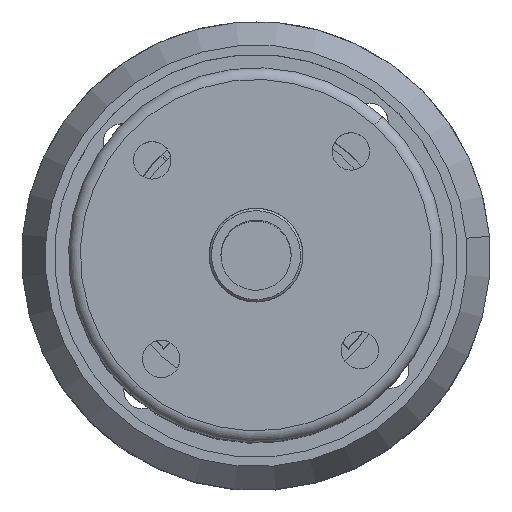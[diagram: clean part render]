
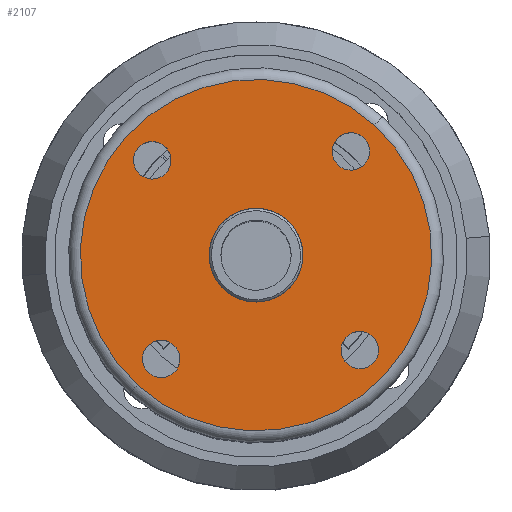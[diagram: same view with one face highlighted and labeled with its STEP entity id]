
A CAD part, top view. The second image highlights one B-rep face of the part: STEP entity #2107.
In plain terms, the highlighted face is planar.
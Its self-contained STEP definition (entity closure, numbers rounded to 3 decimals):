
#244 = CARTESIAN_POINT ( 'NONE',  ( 0., 6., 0. ) ) ;
#290 = DIRECTION ( 'NONE',  ( 0., 0., 1. ) ) ;
#460 = CARTESIAN_POINT ( 'NONE',  ( 0., 0., -6. ) ) ;
#524 = CARTESIAN_POINT ( 'NONE',  ( 0., 0., -6.8 ) ) ;
#657 = FACE_BOUND ( 'NONE', #6151, .T. ) ;
#663 = EDGE_CURVE ( 'NONE', #13930, #2708, #11143, .T. ) ;
#945 = CARTESIAN_POINT ( 'NONE',  ( 0., 6., 0.8 ) ) ;
#956 = AXIS2_PLACEMENT_3D ( 'NONE', #7501, #9673, #8518 ) ;
#971 = CARTESIAN_POINT ( 'NONE',  ( 0., 2., 0. ) ) ;
#1224 = CARTESIAN_POINT ( 'NONE',  ( 0., 0., 0. ) ) ;
#1298 = AXIS2_PLACEMENT_3D ( 'NONE', #1224, #13048, #11998 ) ;
#1328 = EDGE_LOOP ( 'NONE', ( #8288, #12990 ) ) ;
#1625 = CIRCLE ( 'NONE', #1298, 7.5 ) ;
#1692 = ORIENTED_EDGE ( 'NONE', *, *, #7599, .T. ) ;
#1759 = DIRECTION ( 'NONE',  ( -1., 0., 0. ) ) ;
#1766 = AXIS2_PLACEMENT_3D ( 'NONE', #7329, #4227, #10528 ) ;
#1838 = EDGE_CURVE ( 'NONE', #2708, #13930, #10249, .T. ) ;
#1840 = CARTESIAN_POINT ( 'NONE',  ( 0., -6., 0. ) ) ;
#1887 = ORIENTED_EDGE ( 'NONE', *, *, #13499, .F. ) ;
#1956 = ORIENTED_EDGE ( 'NONE', *, *, #1838, .F. ) ;
#2054 = VERTEX_POINT ( 'NONE', #9638 ) ;
#2085 = EDGE_LOOP ( 'NONE', ( #9423, #9049 ) ) ;
#2107 = ADVANCED_FACE ( 'NONE', ( #8752, #12619, #657, #6389, #11436, #10589 ), #7420, .F. ) ;
#2160 = VERTEX_POINT ( 'NONE', #13325 ) ;
#2412 = EDGE_LOOP ( 'NONE', ( #11824, #1692 ) ) ;
#2706 = CARTESIAN_POINT ( 'NONE',  ( 0., 0., 2. ) ) ;
#2708 = VERTEX_POINT ( 'NONE', #12004 ) ;
#2879 = AXIS2_PLACEMENT_3D ( 'NONE', #460, #13407, #9094 ) ;
#2958 = CARTESIAN_POINT ( 'NONE',  ( 0., -6., 0.8 ) ) ;
#3231 = CIRCLE ( 'NONE', #2879, 0.8 ) ;
#3323 = CIRCLE ( 'NONE', #1766, 0.8 ) ;
#3382 = EDGE_CURVE ( 'NONE', #2054, #13703, #10264, .T. ) ;
#3576 = CARTESIAN_POINT ( 'NONE',  ( 0., 0., -7.5 ) ) ;
#3695 = CARTESIAN_POINT ( 'NONE',  ( 0., 6., -0.8 ) ) ;
#3785 = CARTESIAN_POINT ( 'NONE',  ( 0., 6., 0. ) ) ;
#3936 = DIRECTION ( 'NONE',  ( -1., 0., 0. ) ) ;
#3995 = DIRECTION ( 'NONE',  ( -1., 0., 0. ) ) ;
#4032 = VERTEX_POINT ( 'NONE', #9992 ) ;
#4110 = DIRECTION ( 'NONE',  ( 0., 0., 1. ) ) ;
#4227 = DIRECTION ( 'NONE',  ( -1., 0., 0. ) ) ;
#4573 = DIRECTION ( 'NONE',  ( -1., 0., 0. ) ) ;
#4787 = EDGE_CURVE ( 'NONE', #12405, #9350, #8066, .T. ) ;
#5051 = EDGE_CURVE ( 'NONE', #2160, #4032, #3323, .T. ) ;
#5297 = DIRECTION ( 'NONE',  ( 1., 0., 0. ) ) ;
#5386 = AXIS2_PLACEMENT_3D ( 'NONE', #3785, #3936, #7136 ) ;
#5395 = CARTESIAN_POINT ( 'NONE',  ( 0., -6., 0. ) ) ;
#5622 = EDGE_CURVE ( 'NONE', #12476, #8142, #13031, .T. ) ;
#5643 = EDGE_CURVE ( 'NONE', #9350, #12405, #10306, .T. ) ;
#5816 = CARTESIAN_POINT ( 'NONE',  ( 0., 0., 0. ) ) ;
#5888 = EDGE_LOOP ( 'NONE', ( #9114, #9997 ) ) ;
#6041 = DIRECTION ( 'NONE',  ( -1., 0., 0. ) ) ;
#6135 = CARTESIAN_POINT ( 'NONE',  ( 0., 0., -5.2 ) ) ;
#6151 = EDGE_LOOP ( 'NONE', ( #10596, #1956 ) ) ;
#6179 = DIRECTION ( 'NONE',  ( 0., 0., 1. ) ) ;
#6312 = EDGE_CURVE ( 'NONE', #8142, #12476, #3231, .T. ) ;
#6381 = DIRECTION ( 'NONE',  ( 0., 0., -1. ) ) ;
#6389 = FACE_BOUND ( 'NONE', #5888, .T. ) ;
#6738 = AXIS2_PLACEMENT_3D ( 'NONE', #10466, #7121, #4110 ) ;
#6915 = DIRECTION ( 'NONE',  ( -1., 0., 0. ) ) ;
#7121 = DIRECTION ( 'NONE',  ( -1., 0., 0. ) ) ;
#7136 = DIRECTION ( 'NONE',  ( 0., 0., 1. ) ) ;
#7308 = CARTESIAN_POINT ( 'NONE',  ( 0., 0., -6. ) ) ;
#7329 = CARTESIAN_POINT ( 'NONE',  ( 0., 0., 6. ) ) ;
#7353 = CIRCLE ( 'NONE', #10786, 0.8 ) ;
#7420 = PLANE ( 'NONE',  #13207 ) ;
#7501 = CARTESIAN_POINT ( 'NONE',  ( 0., 0., 0. ) ) ;
#7599 = EDGE_CURVE ( 'NONE', #13703, #2054, #1625, .T. ) ;
#8066 = CIRCLE ( 'NONE', #9453, 2. ) ;
#8082 = CIRCLE ( 'NONE', #13418, 0.8 ) ;
#8142 = VERTEX_POINT ( 'NONE', #6135 ) ;
#8288 = ORIENTED_EDGE ( 'NONE', *, *, #5643, .F. ) ;
#8358 = DIRECTION ( 'NONE',  ( 0., 0., 1. ) ) ;
#8518 = DIRECTION ( 'NONE',  ( 0., 0., 1. ) ) ;
#8659 = DIRECTION ( 'NONE',  ( -1., 0., 0. ) ) ;
#8752 = FACE_BOUND ( 'NONE', #13486, .T. ) ;
#9049 = ORIENTED_EDGE ( 'NONE', *, *, #5622, .F. ) ;
#9094 = DIRECTION ( 'NONE',  ( 0., 0., 1. ) ) ;
#9114 = ORIENTED_EDGE ( 'NONE', *, *, #9988, .F. ) ;
#9350 = VERTEX_POINT ( 'NONE', #2706 ) ;
#9423 = ORIENTED_EDGE ( 'NONE', *, *, #6312, .F. ) ;
#9453 = AXIS2_PLACEMENT_3D ( 'NONE', #5816, #6915, #290 ) ;
#9638 = CARTESIAN_POINT ( 'NONE',  ( 0., 0., 7.5 ) ) ;
#9673 = DIRECTION ( 'NONE',  ( -1., 0., 0. ) ) ;
#9681 = VERTEX_POINT ( 'NONE', #945 ) ;
#9860 = AXIS2_PLACEMENT_3D ( 'NONE', #5395, #8659, #12979 ) ;
#9988 = EDGE_CURVE ( 'NONE', #4032, #2160, #8082, .T. ) ;
#9992 = CARTESIAN_POINT ( 'NONE',  ( 0., 0., 6.8 ) ) ;
#9997 = ORIENTED_EDGE ( 'NONE', *, *, #5051, .F. ) ;
#10249 = CIRCLE ( 'NONE', #9860, 0.8 ) ;
#10264 = CIRCLE ( 'NONE', #956, 7.5 ) ;
#10306 = CIRCLE ( 'NONE', #6738, 2. ) ;
#10466 = CARTESIAN_POINT ( 'NONE',  ( 0., 0., 0. ) ) ;
#10528 = DIRECTION ( 'NONE',  ( 0., 0., 1. ) ) ;
#10589 = FACE_OUTER_BOUND ( 'NONE', #2412, .T. ) ;
#10596 = ORIENTED_EDGE ( 'NONE', *, *, #663, .F. ) ;
#10786 = AXIS2_PLACEMENT_3D ( 'NONE', #244, #4573, #13007 ) ;
#11143 = CIRCLE ( 'NONE', #12653, 0.8 ) ;
#11276 = CARTESIAN_POINT ( 'NONE',  ( 0., 0., 6. ) ) ;
#11344 = AXIS2_PLACEMENT_3D ( 'NONE', #7308, #1759, #6179 ) ;
#11372 = DIRECTION ( 'NONE',  ( 0., 0., 1. ) ) ;
#11436 = FACE_BOUND ( 'NONE', #1328, .T. ) ;
#11824 = ORIENTED_EDGE ( 'NONE', *, *, #3382, .T. ) ;
#11998 = DIRECTION ( 'NONE',  ( 0., 0., 1. ) ) ;
#12004 = CARTESIAN_POINT ( 'NONE',  ( 0., -6., -0.8 ) ) ;
#12244 = CIRCLE ( 'NONE', #5386, 0.8 ) ;
#12405 = VERTEX_POINT ( 'NONE', #13522 ) ;
#12476 = VERTEX_POINT ( 'NONE', #524 ) ;
#12619 = FACE_BOUND ( 'NONE', #2085, .T. ) ;
#12653 = AXIS2_PLACEMENT_3D ( 'NONE', #1840, #3995, #8358 ) ;
#12913 = VERTEX_POINT ( 'NONE', #3695 ) ;
#12979 = DIRECTION ( 'NONE',  ( 0., 0., 1. ) ) ;
#12990 = ORIENTED_EDGE ( 'NONE', *, *, #4787, .F. ) ;
#13007 = DIRECTION ( 'NONE',  ( 0., 0., 1. ) ) ;
#13031 = CIRCLE ( 'NONE', #11344, 0.8 ) ;
#13048 = DIRECTION ( 'NONE',  ( -1., 0., 0. ) ) ;
#13207 = AXIS2_PLACEMENT_3D ( 'NONE', #971, #5297, #6381 ) ;
#13325 = CARTESIAN_POINT ( 'NONE',  ( 0., 0., 5.2 ) ) ;
#13407 = DIRECTION ( 'NONE',  ( -1., 0., 0. ) ) ;
#13418 = AXIS2_PLACEMENT_3D ( 'NONE', #11276, #6041, #11372 ) ;
#13486 = EDGE_LOOP ( 'NONE', ( #1887, #13795 ) ) ;
#13499 = EDGE_CURVE ( 'NONE', #9681, #12913, #7353, .T. ) ;
#13522 = CARTESIAN_POINT ( 'NONE',  ( 0., 0., -2. ) ) ;
#13703 = VERTEX_POINT ( 'NONE', #3576 ) ;
#13756 = EDGE_CURVE ( 'NONE', #12913, #9681, #12244, .T. ) ;
#13795 = ORIENTED_EDGE ( 'NONE', *, *, #13756, .F. ) ;
#13930 = VERTEX_POINT ( 'NONE', #2958 ) ;
